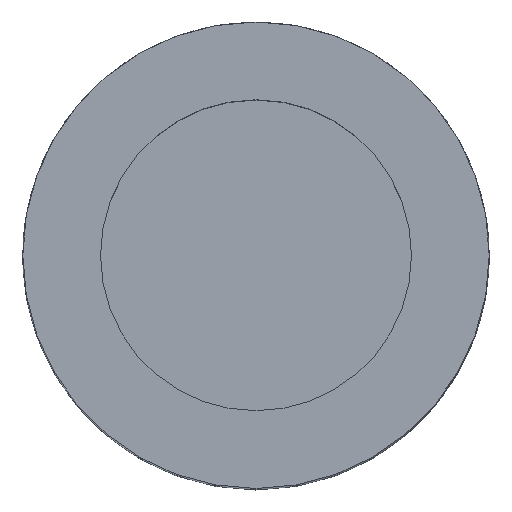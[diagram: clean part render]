
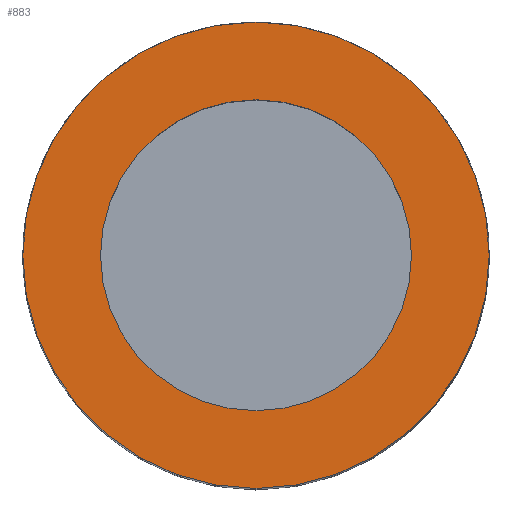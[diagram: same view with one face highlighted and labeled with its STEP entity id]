
A CAD part, top view. The second image highlights one B-rep face of the part: STEP entity #883.
In plain terms, the highlighted planar face has unit normal (0, 0, 1).
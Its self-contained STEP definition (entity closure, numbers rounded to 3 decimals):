
#10 = AXIS2_PLACEMENT_3D ( 'NONE', #4000, #4860, #4864 ) ;
#304 = CIRCLE ( 'NONE', #6972, 8. ) ;
#553 = FACE_BOUND ( 'NONE', #5632, .T. ) ;
#557 = FACE_OUTER_BOUND ( 'NONE', #1355, .T. ) ;
#630 = DIRECTION ( 'NONE',  ( 1., 0., 0. ) ) ;
#640 = DIRECTION ( 'NONE',  ( 0., 0., 1. ) ) ;
#642 = CARTESIAN_POINT ( 'NONE',  ( 0., 0., 41.5 ) ) ;
#883 = ADVANCED_FACE ( 'NONE', ( #557, #553 ), #5987, .T. ) ;
#993 = ORIENTED_EDGE ( 'NONE', *, *, #6893, .T. ) ;
#994 = ORIENTED_EDGE ( 'NONE', *, *, #6664, .T. ) ;
#995 = ORIENTED_EDGE ( 'NONE', *, *, #6971, .F. ) ;
#996 = ORIENTED_EDGE ( 'NONE', *, *, #6536, .F. ) ;
#1355 = EDGE_LOOP ( 'NONE', ( #993, #994 ) ) ;
#3537 = DIRECTION ( 'NONE',  ( 0., 0., 1. ) ) ;
#3550 = DIRECTION ( 'NONE',  ( 1., 0., 0. ) ) ;
#3658 = VERTEX_POINT ( 'NONE', #5514 ) ;
#3746 = CARTESIAN_POINT ( 'NONE',  ( 0., 0., 41.5 ) ) ;
#3907 = VERTEX_POINT ( 'NONE', #5566 ) ;
#4000 = CARTESIAN_POINT ( 'NONE',  ( 0., 0., 41.5 ) ) ;
#4066 = VERTEX_POINT ( 'NONE', #5229 ) ;
#4278 = VERTEX_POINT ( 'NONE', #5218 ) ;
#4389 = CIRCLE ( 'NONE', #6100, 12. ) ;
#4513 = CIRCLE ( 'NONE', #10, 8. ) ;
#4646 = CARTESIAN_POINT ( 'NONE',  ( 0., 0., 41.5 ) ) ;
#4743 = DIRECTION ( 'NONE',  ( 0., 0., 1. ) ) ;
#4772 = DIRECTION ( 'NONE',  ( 1., 0., 0. ) ) ;
#4860 = DIRECTION ( 'NONE',  ( 0., 0., 1. ) ) ;
#4864 = DIRECTION ( 'NONE',  ( 1., 0., 0. ) ) ;
#5160 = CIRCLE ( 'NONE', #6147, 12. ) ;
#5218 = CARTESIAN_POINT ( 'NONE',  ( -12., 0., 41.5 ) ) ;
#5229 = CARTESIAN_POINT ( 'NONE',  ( 8., 0., 41.5 ) ) ;
#5514 = CARTESIAN_POINT ( 'NONE',  ( -8., 0., 41.5 ) ) ;
#5566 = CARTESIAN_POINT ( 'NONE',  ( 12., 0., 41.5 ) ) ;
#5632 = EDGE_LOOP ( 'NONE', ( #995, #996 ) ) ;
#5870 = CARTESIAN_POINT ( 'NONE',  ( 0., 0., 41.5 ) ) ;
#5898 = DIRECTION ( 'NONE',  ( 0., 0., 1. ) ) ;
#5899 = DIRECTION ( 'NONE',  ( 1., 0., 0. ) ) ;
#5987 = PLANE ( 'NONE',  #6247 ) ;
#6100 = AXIS2_PLACEMENT_3D ( 'NONE', #642, #640, #630 ) ;
#6147 = AXIS2_PLACEMENT_3D ( 'NONE', #3746, #3537, #3550 ) ;
#6247 = AXIS2_PLACEMENT_3D ( 'NONE', #5870, #5898, #5899 ) ;
#6536 = EDGE_CURVE ( 'NONE', #4066, #3658, #304, .T. ) ;
#6664 = EDGE_CURVE ( 'NONE', #4278, #3907, #5160, .T. ) ;
#6893 = EDGE_CURVE ( 'NONE', #3907, #4278, #4389, .T. ) ;
#6971 = EDGE_CURVE ( 'NONE', #3658, #4066, #4513, .T. ) ;
#6972 = AXIS2_PLACEMENT_3D ( 'NONE', #4646, #4743, #4772 ) ;
